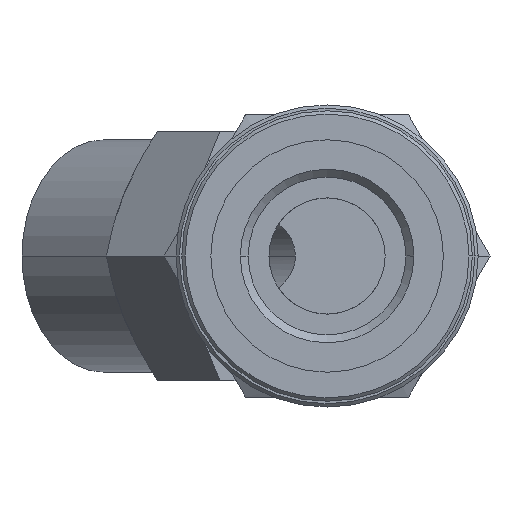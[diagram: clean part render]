
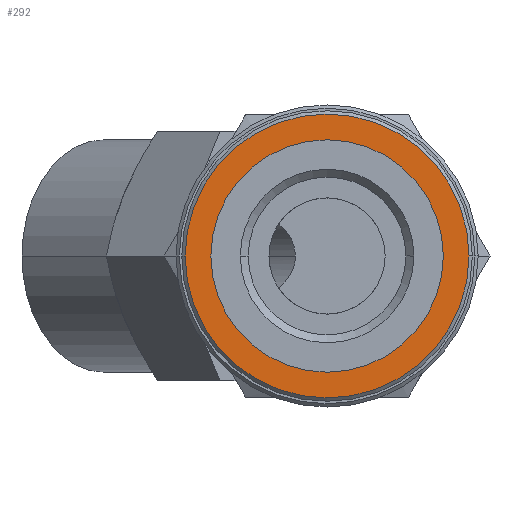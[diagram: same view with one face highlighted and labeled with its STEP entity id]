
A CAD part, front view. The second image highlights one B-rep face of the part: STEP entity #292.
In plain terms, the highlighted planar face has unit normal (0, -1, 0).
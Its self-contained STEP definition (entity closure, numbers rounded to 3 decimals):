
#292=ADVANCED_FACE('',(#587,#588),#589,.T.);
#587=FACE_BOUND('',#874,.T.);
#588=FACE_OUTER_BOUND('',#875,.T.);
#589=PLANE('',#876);
#874=EDGE_LOOP('',(#1635,#1636));
#875=EDGE_LOOP('',(#1637,#1638));
#876=AXIS2_PLACEMENT_3D('',#1639,#1640,#1641);
#1635=ORIENTED_EDGE('',*,*,#1810,.T.);
#1636=ORIENTED_EDGE('',*,*,#1752,.T.);
#1637=ORIENTED_EDGE('',*,*,#1910,.F.);
#1638=ORIENTED_EDGE('',*,*,#1679,.F.);
#1639=CARTESIAN_POINT('',(-4.275,0.1,0.));
#1640=DIRECTION('',(0.,-1.0,0.));
#1641=DIRECTION('',(1.0,0.,0.));
#1679=EDGE_CURVE('',#2001,#1996,#2003,.T.);
#1752=EDGE_CURVE('',#2115,#2119,#2121,.T.);
#1810=EDGE_CURVE('',#2119,#2115,#2209,.T.);
#1910=EDGE_CURVE('',#1996,#2001,#2324,.T.);
#1996=VERTEX_POINT('',#2473);
#2001=VERTEX_POINT('',#2479);
#2003=CIRCLE('',#2482,8.55);
#2115=VERTEX_POINT('',#2709);
#2119=VERTEX_POINT('',#2714);
#2121=CIRCLE('',#2717,7.0);
#2209=CIRCLE('',#2927,7.0);
#2324=CIRCLE('',#3242,8.55);
#2473=CARTESIAN_POINT('',(-8.55,0.1,0.));
#2479=CARTESIAN_POINT('',(8.55,0.1,0.));
#2482=AXIS2_PLACEMENT_3D('',#3376,#3377,#3378);
#2709=CARTESIAN_POINT('',(-7.0,0.1,0.));
#2714=CARTESIAN_POINT('',(7.0,0.1,0.0));
#2717=AXIS2_PLACEMENT_3D('',#3471,#3472,#3473);
#2927=AXIS2_PLACEMENT_3D('',#3545,#3546,#3547);
#3242=AXIS2_PLACEMENT_3D('',#3638,#3639,#3640);
#3376=CARTESIAN_POINT('',(0.0,0.1,0.0));
#3377=DIRECTION('',(0.0,1.0,0.0));
#3378=DIRECTION('',(-1.0,0.0,0.));
#3471=CARTESIAN_POINT('',(0.0,0.1,0.0));
#3472=DIRECTION('',(0.,1.0,0.));
#3473=DIRECTION('',(-1.0,0.,0.));
#3545=CARTESIAN_POINT('',(0.0,0.1,0.0));
#3546=DIRECTION('',(0.,1.0,0.));
#3547=DIRECTION('',(-1.0,0.,0.));
#3638=CARTESIAN_POINT('',(0.0,0.1,0.0));
#3639=DIRECTION('',(0.0,1.0,0.0));
#3640=DIRECTION('',(-1.0,0.0,0.));
